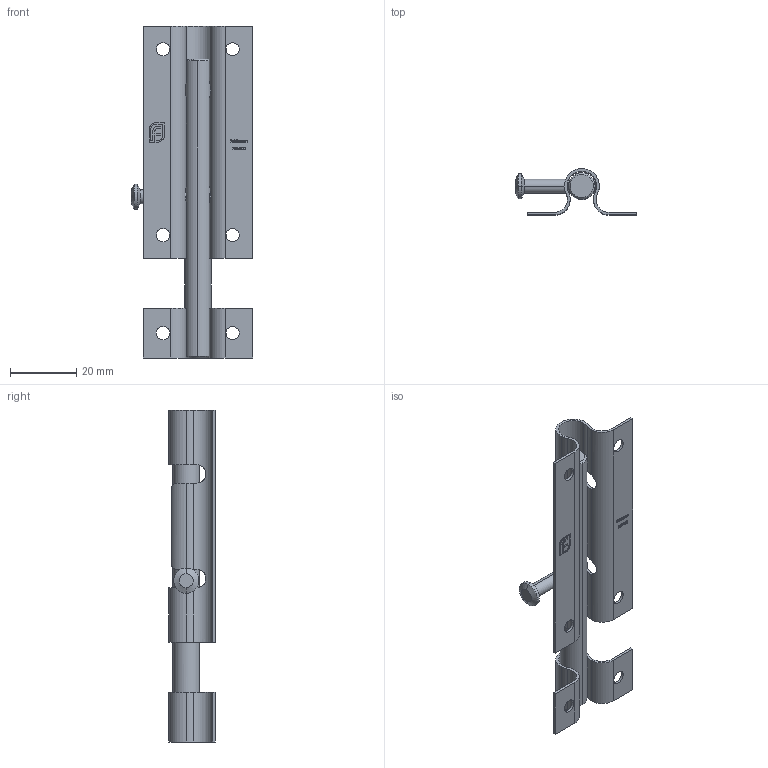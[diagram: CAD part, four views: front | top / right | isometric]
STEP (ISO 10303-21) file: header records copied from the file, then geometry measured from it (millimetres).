
FILE_DESCRIPTION (( 'STEP AP203' ), '1' );
FILE_NAME ('700-100.step', '2020-12-14T15:53:19', ( '' ), ( '' ), 'SwSTEP 2.0', 'SolidWorks 2018', '' );
FILE_SCHEMA (( 'CONFIG_CONTROL_DESIGN' ));
Length unit declared in the file: millimetre
Products named in the file (7): 700-XXX Teil3_700-XXX Teil3; 700-XXX Teil1; 700-XXX Teil2; 700-XXX Teil1_700-100 Teil1; 700-XXX Teil3; 700-XXX Teil2_700-100 Teil2; 700-100
Assembly tree (3 placements, depth 2):
  700-XXX Teil1
  700-XXX Teil2
  700-XXX Teil3
  700-100
    700-XXX Teil1_700-100 Teil1
    700-XXX Teil2_700-100 Teil2
    700-XXX Teil3_700-XXX Teil3
Bounding box: 36.5 x 14 x 100 mm (x, y, z)
Volume: 8033.7 mm3; surface area: 11427.8 mm2
Topology: 4 solids, 4 shells, 325 faces, 878 edges, 582 vertices
Faces by surface type: plane 141, bspline 104, cylinder 72, cone 8
Entity records: 16896 total; most frequent: CARTESIAN_POINT 8734, ORIENTED_EDGE 1756, DIRECTION 1208, EDGE_CURVE 878, VERTEX_POINT 582, LINE 504, VECTOR 504, EDGE_LOOP 362
